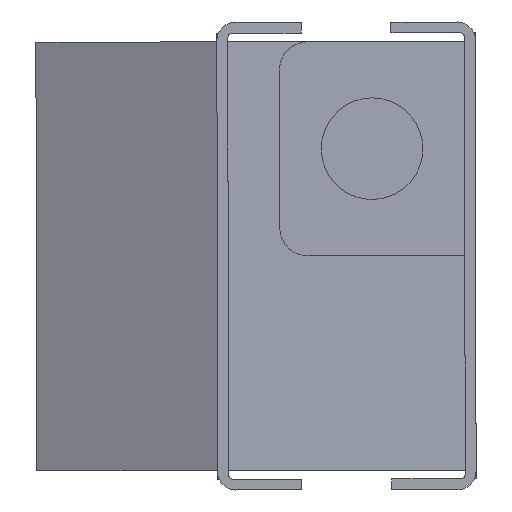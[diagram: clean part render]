
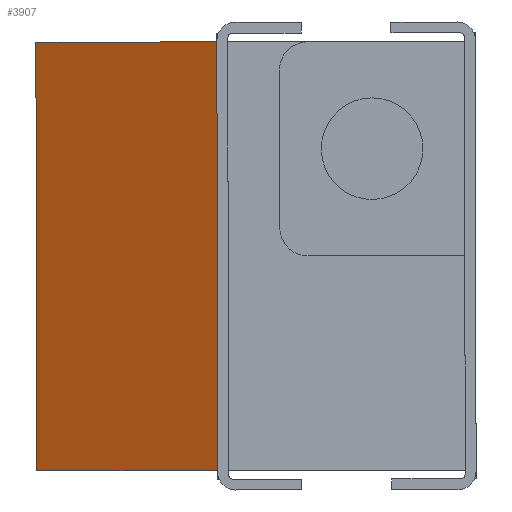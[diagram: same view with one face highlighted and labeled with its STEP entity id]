
A CAD part, left-side view. The second image highlights one B-rep face of the part: STEP entity #3907.
In plain terms, the highlighted planar face has unit normal (-0.888, 0.46, -0.001).
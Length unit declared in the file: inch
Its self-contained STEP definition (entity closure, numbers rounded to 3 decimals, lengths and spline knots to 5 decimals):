
#381 = LINE ( 'NONE', #669, #4788 ) ;
#595 = CARTESIAN_POINT ( 'NONE',  ( 1.54992, 1.48868, 0.76594 ) ) ;
#646 = DIRECTION ( 'NONE',  ( 0.46, 0.888, -0.001 ) ) ;
#669 = CARTESIAN_POINT ( 'NONE',  ( 1.54992, 1.48947, 1.23844 ) ) ;
#937 = LINE ( 'NONE', #4799, #2255 ) ;
#1110 = ORIENTED_EDGE ( 'NONE', *, *, #3851, .T. ) ;
#1617 = CARTESIAN_POINT ( 'NONE',  ( 1.54992, 1.48868, 0.76594 ) ) ;
#1940 = VERTEX_POINT ( 'NONE', #4143 ) ;
#1950 = PLANE ( 'NONE',  #2830 ) ;
#1992 = ORIENTED_EDGE ( 'NONE', *, *, #3356, .T. ) ;
#2075 = VECTOR ( 'NONE', #3107, 39.37008 ) ;
#2255 = VECTOR ( 'NONE', #2552, 39.37008 ) ;
#2358 = DIRECTION ( 'NONE',  ( 0.888, -0.46, 0.001 ) ) ;
#2377 = DIRECTION ( 'NONE',  ( 0.46, 0.888, -0.001 ) ) ;
#2549 = LINE ( 'NONE', #3480, #2075 ) ;
#2552 = DIRECTION ( 'NONE',  ( 0., 0.002, 1. ) ) ;
#2565 = CARTESIAN_POINT ( 'NONE',  ( 1.44042, 1.27718, 0.76629 ) ) ;
#2830 = AXIS2_PLACEMENT_3D ( 'NONE', #3121, #2358, #4607 ) ;
#2873 = CARTESIAN_POINT ( 'NONE',  ( 1.54992, 1.48947, 1.23844 ) ) ;
#2986 = EDGE_CURVE ( 'NONE', #3344, #3478, #3232, .T. ) ;
#3107 = DIRECTION ( 'NONE',  ( 0., 0.002, 1. ) ) ;
#3121 = CARTESIAN_POINT ( 'NONE',  ( 1.54992, 1.48868, 0.76594 ) ) ;
#3176 = FACE_OUTER_BOUND ( 'NONE', #4044, .T. ) ;
#3232 = LINE ( 'NONE', #1617, #4856 ) ;
#3344 = VERTEX_POINT ( 'NONE', #2565 ) ;
#3356 = EDGE_CURVE ( 'NONE', #1940, #4091, #381, .T. ) ;
#3478 = VERTEX_POINT ( 'NONE', #595 ) ;
#3480 = CARTESIAN_POINT ( 'NONE',  ( 1.44042, 1.27718, 0.76629 ) ) ;
#3581 = ORIENTED_EDGE ( 'NONE', *, *, #2986, .F. ) ;
#3590 = EDGE_CURVE ( 'NONE', #3478, #4091, #937, .T. ) ;
#3851 = EDGE_CURVE ( 'NONE', #3344, #1940, #2549, .T. ) ;
#3907 = ADVANCED_FACE ( 'NONE', ( #3176 ), #1950, .F. ) ;
#4044 = EDGE_LOOP ( 'NONE', ( #1992, #4758, #3581, #1110 ) ) ;
#4091 = VERTEX_POINT ( 'NONE', #2873 ) ;
#4143 = CARTESIAN_POINT ( 'NONE',  ( 1.44042, 1.27797, 1.23879 ) ) ;
#4607 = DIRECTION ( 'NONE',  ( 0.46, 0.888, -0.001 ) ) ;
#4758 = ORIENTED_EDGE ( 'NONE', *, *, #3590, .F. ) ;
#4788 = VECTOR ( 'NONE', #646, 39.37008 ) ;
#4799 = CARTESIAN_POINT ( 'NONE',  ( 1.54992, 1.48868, 0.76594 ) ) ;
#4856 = VECTOR ( 'NONE', #2377, 39.37008 ) ;
